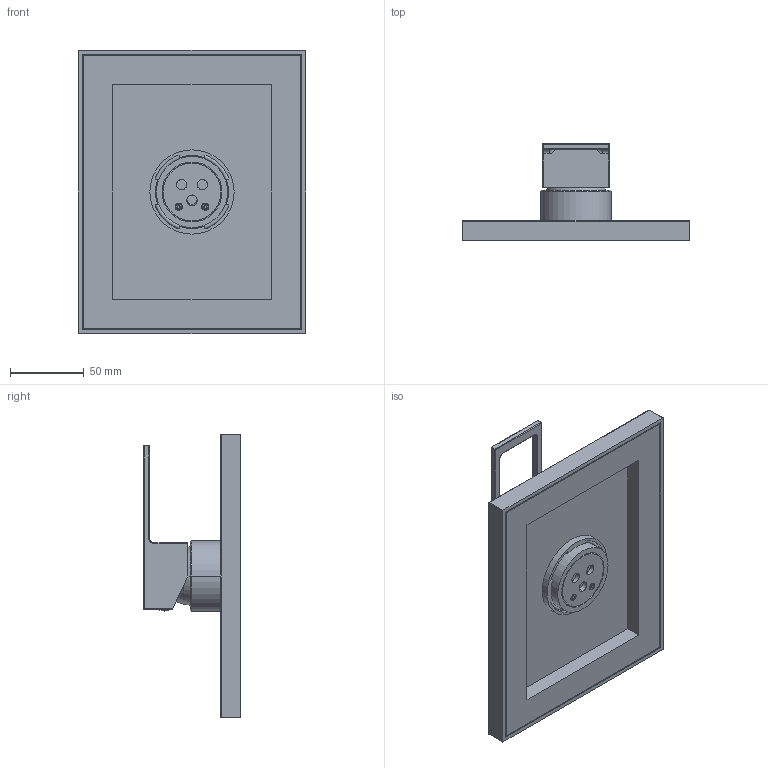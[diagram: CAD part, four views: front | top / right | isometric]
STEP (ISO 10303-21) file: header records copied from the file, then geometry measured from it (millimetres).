
FILE_DESCRIPTION((''),'2;1');
FILE_NAME('EFBOX010CR','2021-01-14T11:29:30',('ut3'),('PAFFONI SpA'),'CREO PARAMETRIC BY PTC INC, 2020044','CREO PARAMETRIC BY PTC INC, 2020044','');
FILE_SCHEMA(('CONFIG_CONTROL_DESIGN','SHAPE_APPEARANCE_LAYERS_GROUPS'));
Length unit declared in the file: millimetre
Products named in the file (1): EFBOX010CR
Bounding box: 154 x 65.6 x 192 mm (x, y, z)
Volume: 296580.2 mm3; surface area: 121661.9 mm2
Topology: 2 solids, 2 shells, 1023 faces, 2749 edges, 1740 vertices
Faces by surface type: plane 627, cylinder 257, torus 76, cone 43, sphere 18, bspline 2
Entity records: 41185 total; most frequent: CARTESIAN_POINT 8431, ORIENTED_EDGE 5482, DIRECTION 5187, EDGE_CURVE 2741, AXIS2_PLACEMENT_3D 1775, VERTEX_POINT 1740, VECTOR 1637, LINE 1637
